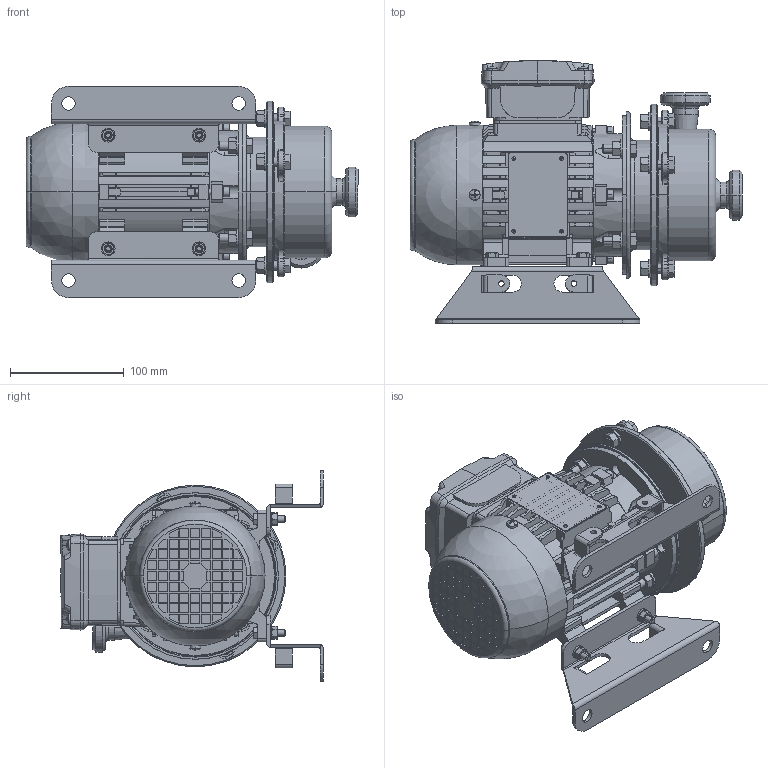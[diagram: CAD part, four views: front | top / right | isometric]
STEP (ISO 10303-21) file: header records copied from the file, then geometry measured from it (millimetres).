
FILE_DESCRIPTION (( 'STEP AP203' ), '1' );
FILE_NAME ('Ýëåêòðîíàñîñíûé àãðåãàò ÎÍÖ 1,5_10Ê5_0,55_2.STEP', '2016-05-06T21:11:15', ( '' ), ( '' ), 'SwSTEP 2.0', 'SolidWorks 2015', '' );
FILE_SCHEMA (( 'CONFIG_CONTROL_DESIGN' ));
Length unit declared in the file: millimetre
Products named in the file (16): Ýëåêòðîíàñîñíûé àãðåãàò ÎÍÖ 1,5_10Ê5_0,55_2; Ôëàíåö ôîíàðÿ 1,5_10; 扻錪犩 1,5_10; Áîëò Ì6; 63_TOP; Áîëò Ì8; 冓憵 1,5_10 (63); ﾘ琺矜 ﾌ8; Êàñòðþëÿ (2) 1,5_10; Ãàéêà Ì8; Êàñòðþëÿ (1) 1,5_10; ﾘ琺矜 ﾌ6; Îòâîä 1,5_10; Ãàéêà Ì6; 砐鳱鍱 1,5_10; 婜縺蹞 1,5_10
Assembly tree (47 placements, depth 2):
  Ýëåêòðîíàñîñíûé àãðåãàò ÎÍÖ 1,5_10Ê5_0,55_2
    Áîëò Ì6  x4
    Áîëò Ì8  x8
    ﾘ琺矜 ﾌ8  x8
    Ãàéêà Ì8  x8
    ﾘ琺矜 ﾌ6  x4
    Ãàéêà Ì6  x4
    婜縺蹞 1,5_10
    Ôëàíåö ôîíàðÿ 1,5_10
    扻錪犩 1,5_10
    63_TOP
    冓憵 1,5_10 (63)  x2
    Êàñòðþëÿ (2) 1,5_10
    Êàñòðþëÿ (1) 1,5_10
    Îòâîä 1,5_10
    砐鳱鍱 1,5_10  x2
Bounding box: 292.4 x 231.5 x 186 mm (x, y, z)
Volume: 2855830.1 mm3; surface area: 438937.8 mm2
Topology: 52 solids, 57 shells, 2402 faces, 5889 edges, 3728 vertices
Faces by surface type: plane 1279, cylinder 525, cone 497, torus 65, sphere 22, bspline 14
Entity records: 58240 total; most frequent: CARTESIAN_POINT 12229, ORIENTED_EDGE 9090, DIRECTION 8983, EDGE_CURVE 4545, AXIS2_PLACEMENT_3D 3053, VERTEX_POINT 2924, LINE 2877, VECTOR 2877
